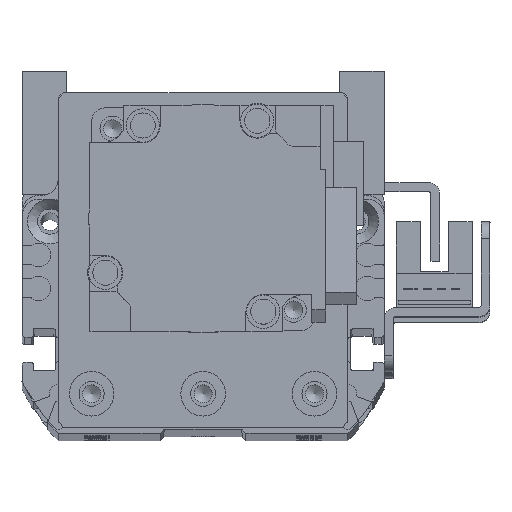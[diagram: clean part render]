
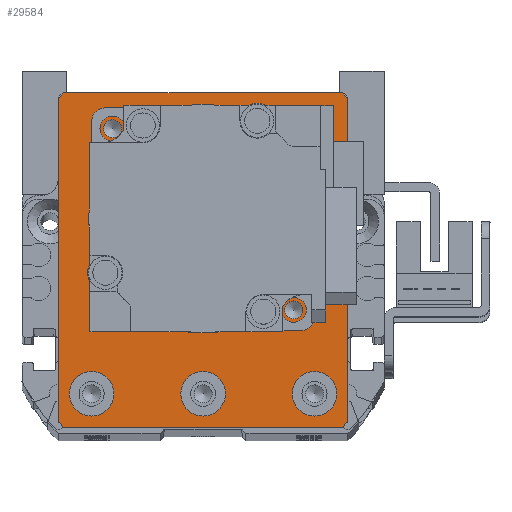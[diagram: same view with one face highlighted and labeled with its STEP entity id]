
A CAD part, top view. The second image highlights one B-rep face of the part: STEP entity #29584.
In plain terms, the highlighted planar face has unit normal (0, 0, 1).
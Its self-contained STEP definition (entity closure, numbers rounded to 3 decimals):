
#1581=FACE_BOUND('',#6045,.T.);
#1582=FACE_BOUND('',#6046,.T.);
#1583=FACE_BOUND('',#6047,.T.);
#1584=FACE_BOUND('',#6048,.T.);
#1585=FACE_BOUND('',#6049,.T.);
#1586=FACE_BOUND('',#6050,.T.);
#1587=FACE_BOUND('',#6051,.T.);
#1588=FACE_BOUND('',#6052,.T.);
#2319=PLANE('',#33218);
#3949=FACE_OUTER_BOUND('',#6044,.T.);
#6044=EDGE_LOOP('',(#27318,#27319,#27320,#27321,#27322,#27323,#27324,#27325));
#6045=EDGE_LOOP('',(#27326));
#6046=EDGE_LOOP('',(#27327));
#6047=EDGE_LOOP('',(#27328));
#6048=EDGE_LOOP('',(#27329));
#6049=EDGE_LOOP('',(#27330));
#6050=EDGE_LOOP('',(#27331));
#6051=EDGE_LOOP('',(#27332));
#6052=EDGE_LOOP('',(#27333));
#8284=LINE('',#52654,#10559);
#8290=LINE('',#52665,#10565);
#8297=LINE('',#52692,#10572);
#8300=LINE('',#52697,#10575);
#8301=LINE('',#52700,#10576);
#8304=LINE('',#52705,#10579);
#8305=LINE('',#52708,#10580);
#8327=LINE('',#52805,#10602);
#10559=VECTOR('',#41979,10.);
#10565=VECTOR('',#41987,10.);
#10572=VECTOR('',#42010,10.);
#10575=VECTOR('',#42015,10.);
#10576=VECTOR('',#42018,10.);
#10579=VECTOR('',#42023,10.);
#10580=VECTOR('',#42026,10.);
#10602=VECTOR('',#42142,10.);
#12229=CIRCLE('',#33181,4.);
#12232=CIRCLE('',#33187,4.);
#12235=CIRCLE('',#33193,4.);
#12237=CIRCLE('',#33198,1.621);
#12239=CIRCLE('',#33202,1.621);
#12241=CIRCLE('',#33206,1.621);
#12243=CIRCLE('',#33210,1.621);
#12246=CIRCLE('',#33216,15.);
#14909=VERTEX_POINT('',#52652);
#14910=VERTEX_POINT('',#52653);
#14914=VERTEX_POINT('',#52663);
#14926=VERTEX_POINT('',#52691);
#14927=VERTEX_POINT('',#52695);
#14928=VERTEX_POINT('',#52699);
#14929=VERTEX_POINT('',#52703);
#14930=VERTEX_POINT('',#52707);
#14937=VERTEX_POINT('',#52730);
#14940=VERTEX_POINT('',#52741);
#14943=VERTEX_POINT('',#52752);
#14946=VERTEX_POINT('',#52763);
#14949=VERTEX_POINT('',#52772);
#14952=VERTEX_POINT('',#52781);
#14955=VERTEX_POINT('',#52790);
#14958=VERTEX_POINT('',#52801);
#19012=EDGE_CURVE('',#14909,#14910,#8284,.T.);
#19018=EDGE_CURVE('',#14909,#14914,#8290,.T.);
#19031=EDGE_CURVE('',#14926,#14914,#8297,.T.);
#19034=EDGE_CURVE('',#14926,#14927,#8300,.T.);
#19035=EDGE_CURVE('',#14928,#14927,#8301,.T.);
#19038=EDGE_CURVE('',#14928,#14929,#8304,.T.);
#19039=EDGE_CURVE('',#14930,#14929,#8305,.T.);
#19049=EDGE_CURVE('',#14937,#14937,#12229,.T.);
#19054=EDGE_CURVE('',#14940,#14940,#12232,.T.);
#19059=EDGE_CURVE('',#14943,#14943,#12235,.T.);
#19064=EDGE_CURVE('',#14946,#14946,#12237,.T.);
#19068=EDGE_CURVE('',#14949,#14949,#12239,.T.);
#19072=EDGE_CURVE('',#14952,#14952,#12241,.T.);
#19076=EDGE_CURVE('',#14955,#14955,#12243,.T.);
#19082=EDGE_CURVE('',#14958,#14958,#12246,.T.);
#19083=EDGE_CURVE('',#14930,#14910,#8327,.T.);
#27318=ORIENTED_EDGE('',*,*,#19012,.F.);
#27319=ORIENTED_EDGE('',*,*,#19018,.T.);
#27320=ORIENTED_EDGE('',*,*,#19031,.F.);
#27321=ORIENTED_EDGE('',*,*,#19034,.T.);
#27322=ORIENTED_EDGE('',*,*,#19035,.F.);
#27323=ORIENTED_EDGE('',*,*,#19038,.T.);
#27324=ORIENTED_EDGE('',*,*,#19039,.F.);
#27325=ORIENTED_EDGE('',*,*,#19083,.T.);
#27326=ORIENTED_EDGE('',*,*,#19049,.T.);
#27327=ORIENTED_EDGE('',*,*,#19054,.T.);
#27328=ORIENTED_EDGE('',*,*,#19059,.T.);
#27329=ORIENTED_EDGE('',*,*,#19064,.T.);
#27330=ORIENTED_EDGE('',*,*,#19068,.T.);
#27331=ORIENTED_EDGE('',*,*,#19072,.T.);
#27332=ORIENTED_EDGE('',*,*,#19076,.T.);
#27333=ORIENTED_EDGE('',*,*,#19082,.T.);
#29584=ADVANCED_FACE('',(#3949,#1581,#1582,#1583,#1584,#1585,#1586,#1587,
#1588),#2319,.T.);
#33181=AXIS2_PLACEMENT_3D('',#52731,#42052,#42053);
#33187=AXIS2_PLACEMENT_3D('',#52742,#42066,#42067);
#33193=AXIS2_PLACEMENT_3D('',#52753,#42080,#42081);
#33198=AXIS2_PLACEMENT_3D('',#52764,#42093,#42094);
#33202=AXIS2_PLACEMENT_3D('',#52773,#42103,#42104);
#33206=AXIS2_PLACEMENT_3D('',#52782,#42113,#42114);
#33210=AXIS2_PLACEMENT_3D('',#52791,#42123,#42124);
#33216=AXIS2_PLACEMENT_3D('',#52803,#42138,#42139);
#33218=AXIS2_PLACEMENT_3D('',#52806,#42143,#42144);
#41979=DIRECTION('',(0.707,0.707,0.));
#41987=DIRECTION('',(0.,-1.,0.));
#42010=DIRECTION('',(-0.707,0.707,0.));
#42015=DIRECTION('',(1.,0.,0.));
#42018=DIRECTION('',(-0.707,-0.707,0.));
#42023=DIRECTION('',(0.,1.,0.));
#42026=DIRECTION('',(0.707,-0.707,0.));
#42052=DIRECTION('center_axis',(0.,0.,-1.));
#42053=DIRECTION('ref_axis',(1.,0.,0.));
#42066=DIRECTION('center_axis',(0.,0.,-1.));
#42067=DIRECTION('ref_axis',(1.,0.,0.));
#42080=DIRECTION('center_axis',(0.,0.,-1.));
#42081=DIRECTION('ref_axis',(1.,0.,0.));
#42093=DIRECTION('center_axis',(0.,0.,-1.));
#42094=DIRECTION('ref_axis',(1.,0.,0.));
#42103=DIRECTION('center_axis',(0.,0.,-1.));
#42104=DIRECTION('ref_axis',(1.,0.,0.));
#42113=DIRECTION('center_axis',(0.,0.,-1.));
#42114=DIRECTION('ref_axis',(1.,0.,0.));
#42123=DIRECTION('center_axis',(0.,0.,-1.));
#42124=DIRECTION('ref_axis',(1.,0.,0.));
#42138=DIRECTION('center_axis',(0.,0.,-1.));
#42139=DIRECTION('ref_axis',(-1.,0.,0.));
#42142=DIRECTION('',(-1.,0.,0.));
#42143=DIRECTION('center_axis',(0.,0.,1.));
#42144=DIRECTION('ref_axis',(1.,0.,0.));
#52652=CARTESIAN_POINT('',(-26.,29.,12.5));
#52653=CARTESIAN_POINT('',(-25.,30.,12.5));
#52654=CARTESIAN_POINT('',(-26.5,28.5,12.5));
#52663=CARTESIAN_POINT('',(-26.,-29.,12.5));
#52665=CARTESIAN_POINT('',(-26.,30.,12.5));
#52691=CARTESIAN_POINT('',(-25.,-30.,12.5));
#52692=CARTESIAN_POINT('',(-26.5,-28.5,12.5));
#52695=CARTESIAN_POINT('',(25.,-30.,12.5));
#52697=CARTESIAN_POINT('',(-26.,-30.,12.5));
#52699=CARTESIAN_POINT('',(26.,-29.,12.5));
#52700=CARTESIAN_POINT('',(26.5,-28.5,12.5));
#52703=CARTESIAN_POINT('',(26.,29.,12.5));
#52705=CARTESIAN_POINT('',(26.,-30.,12.5));
#52707=CARTESIAN_POINT('',(25.,30.,12.5));
#52708=CARTESIAN_POINT('',(26.5,28.5,12.5));
#52730=CARTESIAN_POINT('',(16.,-24.,12.5));
#52731=CARTESIAN_POINT('Origin',(20.,-24.,12.5));
#52741=CARTESIAN_POINT('',(-24.,-24.,12.5));
#52742=CARTESIAN_POINT('Origin',(-20.,-24.,12.5));
#52752=CARTESIAN_POINT('',(-4.,-24.,12.5));
#52753=CARTESIAN_POINT('Origin',(0.,-24.,12.5));
#52763=CARTESIAN_POINT('',(14.642,-8.963,12.5));
#52764=CARTESIAN_POINT('Origin',(16.263,-8.963,12.5));
#52772=CARTESIAN_POINT('',(-17.884,23.563,12.5));
#52773=CARTESIAN_POINT('Origin',(-16.263,23.563,12.5));
#52781=CARTESIAN_POINT('',(14.642,23.563,12.5));
#52782=CARTESIAN_POINT('Origin',(16.263,23.563,12.5));
#52790=CARTESIAN_POINT('',(-17.884,-8.963,12.5));
#52791=CARTESIAN_POINT('Origin',(-16.263,-8.963,12.5));
#52801=CARTESIAN_POINT('',(15.,7.3,12.5));
#52803=CARTESIAN_POINT('Origin',(0.,7.3,12.5));
#52805=CARTESIAN_POINT('',(26.,30.,12.5));
#52806=CARTESIAN_POINT('Origin',(0.,0.,12.5));
